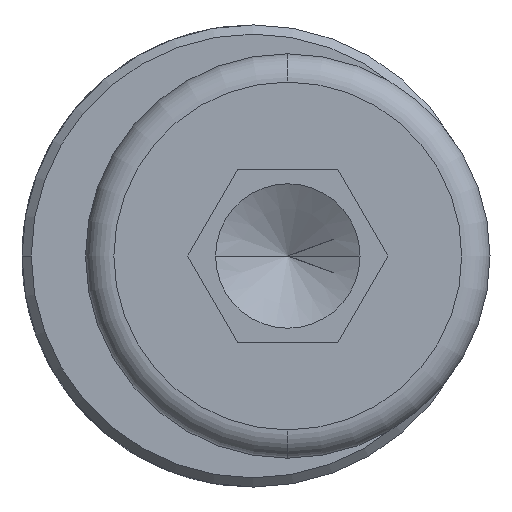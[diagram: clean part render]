
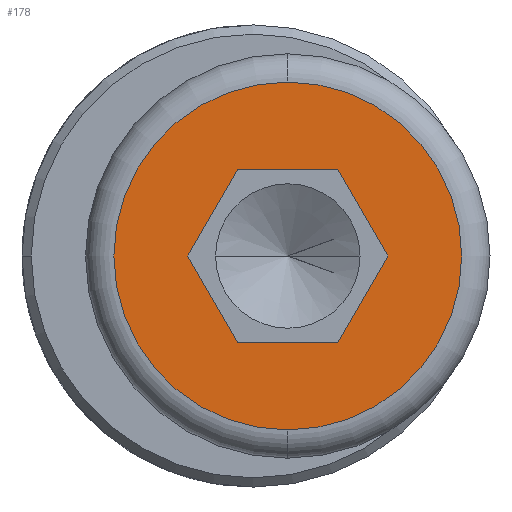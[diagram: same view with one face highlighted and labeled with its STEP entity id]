
A CAD part, left-side view. The second image highlights one B-rep face of the part: STEP entity #178.
In plain terms, the highlighted planar face has unit normal (-1, 0, 0).
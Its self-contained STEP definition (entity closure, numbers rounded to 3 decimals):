
#178=ADVANCED_FACE('',(#350,#351),#352,.T.);
#350=FACE_BOUND('',#522,.T.);
#351=FACE_OUTER_BOUND('',#523,.T.);
#352=PLANE('',#524);
#522=EDGE_LOOP('',(#904,#905,#906,#907,#908,#909));
#523=EDGE_LOOP('',(#910,#911,#912));
#524=AXIS2_PLACEMENT_3D('',#913,#914,#915);
#904=ORIENTED_EDGE('',*,*,#1079,.T.);
#905=ORIENTED_EDGE('',*,*,#1087,.T.);
#906=ORIENTED_EDGE('',*,*,#1083,.T.);
#907=ORIENTED_EDGE('',*,*,#1066,.T.);
#908=ORIENTED_EDGE('',*,*,#1071,.T.);
#909=ORIENTED_EDGE('',*,*,#1075,.T.);
#910=ORIENTED_EDGE('',*,*,#1035,.F.);
#911=ORIENTED_EDGE('',*,*,#1034,.F.);
#912=ORIENTED_EDGE('',*,*,#1091,.F.);
#913=CARTESIAN_POINT('',(-4.0,1.505,0.0));
#914=DIRECTION('',(-1.0,0.,0.0));
#915=DIRECTION('',(0.,-1.0,0.0));
#1034=EDGE_CURVE('',#1231,#1234,#1235,.T.);
#1035=EDGE_CURVE('',#1234,#1236,#1237,.T.);
#1066=EDGE_CURVE('',#1279,#1280,#1281,.T.);
#1071=EDGE_CURVE('',#1280,#1288,#1289,.T.);
#1075=EDGE_CURVE('',#1288,#1294,#1295,.T.);
#1079=EDGE_CURVE('',#1294,#1300,#1301,.T.);
#1083=EDGE_CURVE('',#1306,#1279,#1307,.T.);
#1087=EDGE_CURVE('',#1300,#1306,#1312,.T.);
#1091=EDGE_CURVE('',#1236,#1231,#1316,.T.);
#1231=VERTEX_POINT('',#1478);
#1234=VERTEX_POINT('',#1481);
#1235=CIRCLE('',#1482,3.01);
#1236=VERTEX_POINT('',#1483);
#1237=CIRCLE('',#1484,3.01);
#1279=VERTEX_POINT('',#1534);
#1280=VERTEX_POINT('',#1535);
#1281=LINE('',#1536,#1537);
#1288=VERTEX_POINT('',#1547);
#1289=LINE('',#1548,#1549);
#1294=VERTEX_POINT('',#1556);
#1295=LINE('',#1557,#1558);
#1300=VERTEX_POINT('',#1565);
#1301=LINE('',#1566,#1567);
#1306=VERTEX_POINT('',#1574);
#1307=LINE('',#1575,#1576);
#1312=LINE('',#1583,#1584);
#1316=CIRCLE('',#1589,3.01);
#1478=CARTESIAN_POINT('',(-4.0,0.,-3.01));
#1481=CARTESIAN_POINT('',(-4.0,3.01,0.0));
#1482=AXIS2_PLACEMENT_3D('',#1743,#1744,#1745);
#1483=CARTESIAN_POINT('',(-4.0,0.,3.01));
#1484=AXIS2_PLACEMENT_3D('',#1746,#1747,#1748);
#1534=CARTESIAN_POINT('',(-4.0,0.866,-1.5));
#1535=CARTESIAN_POINT('',(-4.0,1.732,0.));
#1536=CARTESIAN_POINT('',(-4.0,1.487,-0.424));
#1537=VECTOR('',#1793,1.0);
#1547=CARTESIAN_POINT('',(-4.0,0.866,1.5));
#1548=CARTESIAN_POINT('',(-4.0,1.487,0.424));
#1549=VECTOR('',#1797,1.0);
#1556=CARTESIAN_POINT('',(-4.0,-0.866,1.5));
#1557=CARTESIAN_POINT('',(-4.0,0.753,1.5));
#1558=VECTOR('',#1800,1.0);
#1565=CARTESIAN_POINT('',(-4.0,-1.732,0.));
#1566=CARTESIAN_POINT('',(-4.0,-1.111,1.076));
#1567=VECTOR('',#1803,1.0);
#1574=CARTESIAN_POINT('',(-4.0,-0.866,-1.5));
#1575=CARTESIAN_POINT('',(-4.0,0.753,-1.5));
#1576=VECTOR('',#1806,1.0);
#1583=CARTESIAN_POINT('',(-4.0,-1.111,-1.076));
#1584=VECTOR('',#1809,1.0);
#1589=AXIS2_PLACEMENT_3D('',#1811,#1812,#1813);
#1743=CARTESIAN_POINT('',(-4.0,0.0,0.0));
#1744=DIRECTION('',(1.0,0.0,0.0));
#1745=DIRECTION('',(0.0,1.0,0.0));
#1746=CARTESIAN_POINT('',(-4.0,0.0,0.0));
#1747=DIRECTION('',(1.0,0.0,0.0));
#1748=DIRECTION('',(0.0,1.0,0.0));
#1793=DIRECTION('',(0.,0.5,0.866));
#1797=DIRECTION('',(0.,-0.5,0.866));
#1800=DIRECTION('',(0.,-1.0,0.));
#1803=DIRECTION('',(0.,-0.5,-0.866));
#1806=DIRECTION('',(0.,1.0,0.0));
#1809=DIRECTION('',(0.,0.5,-0.866));
#1811=CARTESIAN_POINT('',(-4.0,0.0,0.0));
#1812=DIRECTION('',(1.0,0.0,0.0));
#1813=DIRECTION('',(0.0,1.0,0.0));
